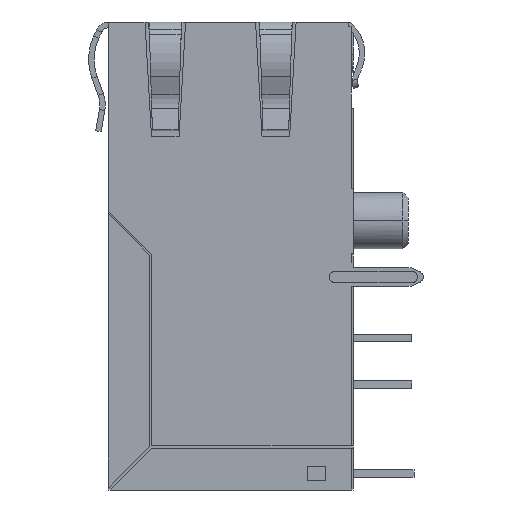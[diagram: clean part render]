
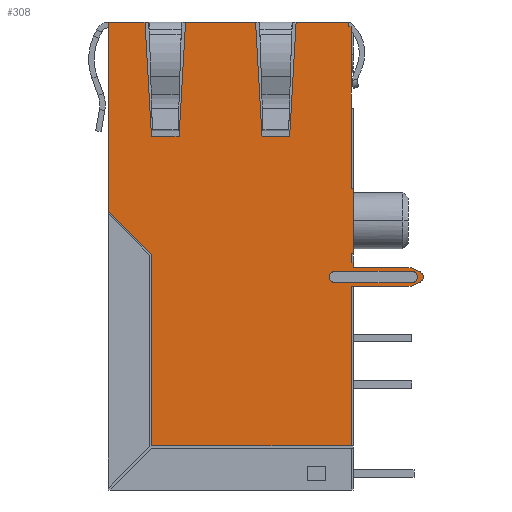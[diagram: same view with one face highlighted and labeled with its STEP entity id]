
A CAD part, left-side view. The second image highlights one B-rep face of the part: STEP entity #308.
In plain terms, the highlighted planar face has unit normal (-1, 0, 0).
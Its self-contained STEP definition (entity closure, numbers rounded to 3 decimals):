
#308=ADVANCED_FACE('',(#1332,#1333),#1334,.T.);
#1332=FACE_OUTER_BOUND('',#3055,.T.);
#1333=FACE_BOUND('',#3056,.T.);
#1334=PLANE('',#3057);
#3055=EDGE_LOOP('',(#6576,#6577,#6578,#6579,#6580,#6581,#6582,#6583,#6584,#6585,#6586,#6587,#6588,#6589,#6590,#6591,#6592,#6593,#6594,#6595,#6596,#6597,#6598,#6599,#6600,#6601,#6602,#6603));
#3056=EDGE_LOOP('',(#6604,#6605,#6606,#6607));
#3057=AXIS2_PLACEMENT_3D('',#6608,#6609,#6610);
#6576=ORIENTED_EDGE('',*,*,#11487,.T.);
#6577=ORIENTED_EDGE('',*,*,#11488,.T.);
#6578=ORIENTED_EDGE('',*,*,#10849,.F.);
#6579=ORIENTED_EDGE('',*,*,#11347,.T.);
#6580=ORIENTED_EDGE('',*,*,#11489,.F.);
#6581=ORIENTED_EDGE('',*,*,#11490,.F.);
#6582=ORIENTED_EDGE('',*,*,#11491,.F.);
#6583=ORIENTED_EDGE('',*,*,#11492,.T.);
#6584=ORIENTED_EDGE('',*,*,#11493,.T.);
#6585=ORIENTED_EDGE('',*,*,#11494,.F.);
#6586=ORIENTED_EDGE('',*,*,#11495,.F.);
#6587=ORIENTED_EDGE('',*,*,#11496,.F.);
#6588=ORIENTED_EDGE('',*,*,#11497,.F.);
#6589=ORIENTED_EDGE('',*,*,#10626,.F.);
#6590=ORIENTED_EDGE('',*,*,#11498,.F.);
#6591=ORIENTED_EDGE('',*,*,#11499,.F.);
#6592=ORIENTED_EDGE('',*,*,#11500,.F.);
#6593=ORIENTED_EDGE('',*,*,#10687,.F.);
#6594=ORIENTED_EDGE('',*,*,#11501,.F.);
#6595=ORIENTED_EDGE('',*,*,#11502,.F.);
#6596=ORIENTED_EDGE('',*,*,#10774,.T.);
#6597=ORIENTED_EDGE('',*,*,#10776,.T.);
#6598=ORIENTED_EDGE('',*,*,#10793,.F.);
#6599=ORIENTED_EDGE('',*,*,#11503,.T.);
#6600=ORIENTED_EDGE('',*,*,#11504,.T.);
#6601=ORIENTED_EDGE('',*,*,#11505,.T.);
#6602=ORIENTED_EDGE('',*,*,#10857,.F.);
#6603=ORIENTED_EDGE('',*,*,#11506,.T.);
#6604=ORIENTED_EDGE('',*,*,#11507,.F.);
#6605=ORIENTED_EDGE('',*,*,#11508,.F.);
#6606=ORIENTED_EDGE('',*,*,#11509,.F.);
#6607=ORIENTED_EDGE('',*,*,#11510,.F.);
#6608=CARTESIAN_POINT('',(-8.1,-6.5,12.45));
#6609=DIRECTION('',(-1.0,0.0,0.0));
#6610=DIRECTION('',(0.0,0.0,1.0));
#10626=EDGE_CURVE('',#12743,#12745,#12746,.T.);
#10687=EDGE_CURVE('',#12865,#12854,#12867,.T.);
#10774=EDGE_CURVE('',#13025,#13023,#13026,.T.);
#10776=EDGE_CURVE('',#13023,#13028,#13029,.T.);
#10793=EDGE_CURVE('',#13058,#13028,#13061,.T.);
#10849=EDGE_CURVE('',#13167,#13169,#13170,.T.);
#10857=EDGE_CURVE('',#13183,#13185,#13186,.T.);
#11347=EDGE_CURVE('',#13167,#14014,#14016,.T.);
#11487=EDGE_CURVE('',#14230,#14231,#14232,.T.);
#11488=EDGE_CURVE('',#14231,#13169,#14233,.T.);
#11489=EDGE_CURVE('',#14234,#14014,#14235,.T.);
#11490=EDGE_CURVE('',#14236,#14234,#14237,.T.);
#11491=EDGE_CURVE('',#14238,#14236,#14239,.T.);
#11492=EDGE_CURVE('',#14238,#14240,#14241,.T.);
#11493=EDGE_CURVE('',#14240,#14242,#14243,.T.);
#11494=EDGE_CURVE('',#14244,#14242,#14245,.T.);
#11495=EDGE_CURVE('',#14246,#14244,#14247,.T.);
#11496=EDGE_CURVE('',#14248,#14246,#14249,.T.);
#11497=EDGE_CURVE('',#12745,#14248,#14250,.T.);
#11498=EDGE_CURVE('',#14251,#12743,#14252,.T.);
#11499=EDGE_CURVE('',#14253,#14251,#14254,.T.);
#11500=EDGE_CURVE('',#12854,#14253,#14255,.T.);
#11501=EDGE_CURVE('',#14256,#12865,#14257,.T.);
#11502=EDGE_CURVE('',#13025,#14256,#14258,.T.);
#11503=EDGE_CURVE('',#13058,#14259,#14260,.T.);
#11504=EDGE_CURVE('',#14259,#14261,#14262,.T.);
#11505=EDGE_CURVE('',#14261,#13185,#14263,.T.);
#11506=EDGE_CURVE('',#13183,#14230,#14264,.T.);
#11507=EDGE_CURVE('',#14265,#14266,#14267,.T.);
#11508=EDGE_CURVE('',#14268,#14265,#14269,.T.);
#11509=EDGE_CURVE('',#14270,#14268,#14271,.T.);
#11510=EDGE_CURVE('',#14266,#14270,#14272,.T.);
#12743=VERTEX_POINT('',#16016);
#12745=VERTEX_POINT('',#16019);
#12746=LINE('',#16020,#16021);
#12854=VERTEX_POINT('',#16183);
#12865=VERTEX_POINT('',#16197);
#12867=LINE('',#16200,#16201);
#13023=VERTEX_POINT('',#16433);
#13025=VERTEX_POINT('',#16436);
#13026=LINE('',#16437,#16438);
#13028=VERTEX_POINT('',#16441);
#13029=LINE('',#16442,#16443);
#13058=VERTEX_POINT('',#16487);
#13061=LINE('',#16491,#16492);
#13167=VERTEX_POINT('',#16652);
#13169=VERTEX_POINT('',#16655);
#13170=LINE('',#16656,#16657);
#13183=VERTEX_POINT('',#16676);
#13185=VERTEX_POINT('',#16679);
#13186=LINE('',#16680,#16681);
#14014=VERTEX_POINT('',#17963);
#14016=LINE('',#17966,#17967);
#14230=VERTEX_POINT('',#18416);
#14231=VERTEX_POINT('',#18417);
#14232=LINE('',#18418,#18419);
#14233=LINE('',#18420,#18421);
#14234=VERTEX_POINT('',#18422);
#14235=LINE('',#18423,#18424);
#14236=VERTEX_POINT('',#18425);
#14237=LINE('',#18426,#18427);
#14238=VERTEX_POINT('',#18428);
#14239=LINE('',#18429,#18430);
#14240=VERTEX_POINT('',#18431);
#14241=LINE('',#18432,#18433);
#14242=VERTEX_POINT('',#18434);
#14243=LINE('',#18435,#18436);
#14244=VERTEX_POINT('',#18437);
#14245=LINE('',#18438,#18439);
#14246=VERTEX_POINT('',#18440);
#14247=CIRCLE('',#18441,0.3);
#14248=VERTEX_POINT('',#18442);
#14249=LINE('',#18443,#18444);
#14250=LINE('',#18445,#18446);
#14251=VERTEX_POINT('',#18447);
#14252=LINE('',#18448,#18449);
#14253=VERTEX_POINT('',#18450);
#14254=LINE('',#18451,#18452);
#14255=LINE('',#18453,#18454);
#14256=VERTEX_POINT('',#18455);
#14257=LINE('',#18456,#18457);
#14258=LINE('',#18458,#18459);
#14259=VERTEX_POINT('',#18460);
#14260=LINE('',#18461,#18462);
#14261=VERTEX_POINT('',#18463);
#14262=LINE('',#18464,#18465);
#14263=LINE('',#18466,#18467);
#14264=LINE('',#18468,#18469);
#14265=VERTEX_POINT('',#18470);
#14266=VERTEX_POINT('',#18471);
#14267=LINE('',#18472,#18473);
#14268=VERTEX_POINT('',#18474);
#14269=CIRCLE('',#18475,0.3);
#14270=VERTEX_POINT('',#18476);
#14271=LINE('',#18477,#18478);
#14272=CIRCLE('',#18479,0.3);
#16016=CARTESIAN_POINT('',(-8.1,-6.5,-0.34));
#16019=CARTESIAN_POINT('',(-8.1,-6.5,-0.64));
#16020=CARTESIAN_POINT('',(-8.1,-6.5,-0.34));
#16021=VECTOR('',#21242,0.3);
#16183=CARTESIAN_POINT('',(-8.1,-6.5,0.16));
#16197=CARTESIAN_POINT('',(-8.1,-6.5,3.66));
#16200=CARTESIAN_POINT('',(-8.1,-6.5,3.66));
#16201=VECTOR('',#21307,3.5);
#16433=CARTESIAN_POINT('',(-8.1,-6.25,12.45));
#16436=CARTESIAN_POINT('',(-8.1,-6.4,12.45));
#16437=CARTESIAN_POINT('',(-8.1,-6.4,12.45));
#16438=VECTOR('',#21412,0.15);
#16441=CARTESIAN_POINT('',(-8.1,-6.25,12.7));
#16442=CARTESIAN_POINT('',(-8.1,-6.25,12.45));
#16443=VECTOR('',#21414,0.25);
#16487=CARTESIAN_POINT('',(-8.1,-3.4,12.7));
#16491=CARTESIAN_POINT('',(-8.1,-3.4,12.7));
#16492=VECTOR('',#21431,2.85);
#16652=CARTESIAN_POINT('',(-8.1,6.8,12.7));
#16655=CARTESIAN_POINT('',(-8.1,4.8,12.7));
#16656=CARTESIAN_POINT('',(-8.1,6.8,12.7));
#16657=VECTOR('',#21487,2.0);
#16676=CARTESIAN_POINT('',(-8.1,2.6,12.7));
#16679=CARTESIAN_POINT('',(-8.1,-1.2,12.7));
#16680=CARTESIAN_POINT('',(-8.1,2.6,12.7));
#16681=VECTOR('',#21495,3.8);
#17963=CARTESIAN_POINT('',(-8.1,6.8,2.441));
#17966=CARTESIAN_POINT('',(-8.1,6.8,12.7));
#17967=VECTOR('',#22053,10.259);
#18416=CARTESIAN_POINT('',(-8.1,2.95,6.5));
#18417=CARTESIAN_POINT('',(-8.1,4.45,6.5));
#18418=CARTESIAN_POINT('',(-8.1,2.95,6.5));
#18419=VECTOR('',#22169,1.5);
#18420=CARTESIAN_POINT('',(-8.1,4.45,6.5));
#18421=VECTOR('',#22170,6.21);
#18422=CARTESIAN_POINT('',(-8.1,4.45,0.091));
#18423=CARTESIAN_POINT('',(-8.1,4.45,0.091));
#18424=VECTOR('',#22171,3.323);
#18425=CARTESIAN_POINT('',(-8.1,4.45,-10.3));
#18426=CARTESIAN_POINT('',(-8.1,4.45,-10.3));
#18427=VECTOR('',#22172,10.391);
#18428=CARTESIAN_POINT('',(-8.1,-6.4,-10.3));
#18429=CARTESIAN_POINT('',(-8.1,-6.4,-10.3));
#18430=VECTOR('',#22173,10.85);
#18431=CARTESIAN_POINT('',(-8.1,-6.4,-1.64));
#18432=CARTESIAN_POINT('',(-8.1,-6.4,-10.3));
#18433=VECTOR('',#22174,8.66);
#18434=CARTESIAN_POINT('',(-8.1,-9.638,-1.64));
#18435=CARTESIAN_POINT('',(-8.1,-6.4,-1.64));
#18436=VECTOR('',#22175,3.238);
#18437=CARTESIAN_POINT('',(-8.1,-10.127,-1.412));
#18438=CARTESIAN_POINT('',(-8.1,-10.127,-1.412));
#18439=VECTOR('',#22176,0.54);
#18440=CARTESIAN_POINT('',(-8.1,-10.127,-0.868));
#18441=AXIS2_PLACEMENT_3D('',#22177,#22178,#22179);
#18442=CARTESIAN_POINT('',(-8.1,-9.638,-0.64));
#18443=CARTESIAN_POINT('',(-8.1,-9.638,-0.64));
#18444=VECTOR('',#22180,0.54);
#18445=CARTESIAN_POINT('',(-8.1,-6.5,-0.64));
#18446=VECTOR('',#22181,3.138);
#18447=CARTESIAN_POINT('',(-8.1,-6.4,-0.34));
#18448=CARTESIAN_POINT('',(-8.1,-6.4,-0.34));
#18449=VECTOR('',#22182,0.1);
#18450=CARTESIAN_POINT('',(-8.1,-6.4,0.16));
#18451=CARTESIAN_POINT('',(-8.1,-6.4,0.16));
#18452=VECTOR('',#22183,0.5);
#18453=CARTESIAN_POINT('',(-8.1,-6.5,0.16));
#18454=VECTOR('',#22184,0.1);
#18455=CARTESIAN_POINT('',(-8.1,-6.4,3.66));
#18456=CARTESIAN_POINT('',(-8.1,-6.4,3.66));
#18457=VECTOR('',#22185,0.1);
#18458=CARTESIAN_POINT('',(-8.1,-6.4,12.45));
#18459=VECTOR('',#22186,8.79);
#18460=CARTESIAN_POINT('',(-8.1,-3.05,6.5));
#18461=CARTESIAN_POINT('',(-8.1,-3.4,12.7));
#18462=VECTOR('',#22187,6.21);
#18463=CARTESIAN_POINT('',(-8.1,-1.55,6.5));
#18464=CARTESIAN_POINT('',(-8.1,-3.05,6.5));
#18465=VECTOR('',#22188,1.5);
#18466=CARTESIAN_POINT('',(-8.1,-1.55,6.5));
#18467=VECTOR('',#22189,6.21);
#18468=CARTESIAN_POINT('',(-8.1,2.6,12.7));
#18469=VECTOR('',#22190,6.21);
#18470=CARTESIAN_POINT('',(-8.1,-9.7,-0.84));
#18471=CARTESIAN_POINT('',(-8.1,-5.5,-0.84));
#18472=CARTESIAN_POINT('',(-8.1,-9.7,-0.84));
#18473=VECTOR('',#22191,4.2);
#18474=CARTESIAN_POINT('',(-8.1,-9.7,-1.44));
#18475=AXIS2_PLACEMENT_3D('',#22192,#22193,#22194);
#18476=CARTESIAN_POINT('',(-8.1,-5.5,-1.44));
#18477=CARTESIAN_POINT('',(-8.1,-5.5,-1.44));
#18478=VECTOR('',#22195,4.2);
#18479=AXIS2_PLACEMENT_3D('',#22196,#22197,#22198);
#21242=DIRECTION('',(0.0,0.0,-1.0));
#21307=DIRECTION('',(0.0,0.0,-1.0));
#21412=DIRECTION('',(0.0,1.0,0.0));
#21414=DIRECTION('',(0.0,0.0,1.0));
#21431=DIRECTION('',(0.0,-1.0,0.0));
#21487=DIRECTION('',(0.0,-1.0,0.0));
#21495=DIRECTION('',(0.0,-1.0,0.0));
#22053=DIRECTION('',(0.0,0.0,-1.0));
#22169=DIRECTION('',(0.0,1.0,0.0));
#22170=DIRECTION('',(0.0,0.056,0.998));
#22171=DIRECTION('',(0.0,0.707,0.707));
#22172=DIRECTION('',(0.0,0.0,1.0));
#22173=DIRECTION('',(0.0,1.0,0.0));
#22174=DIRECTION('',(0.0,0.0,1.0));
#22175=DIRECTION('',(0.0,-1.0,0.0));
#22176=DIRECTION('',(0.0,0.906,-0.423));
#22177=CARTESIAN_POINT('',(-8.1,-10.0,-1.14));
#22178=DIRECTION('',(1.0,0.0,0.0));
#22179=DIRECTION('',(0.0,-0.423,0.906));
#22180=DIRECTION('',(0.0,-0.906,-0.423));
#22181=DIRECTION('',(0.0,-1.0,0.0));
#22182=DIRECTION('',(0.0,-1.0,0.0));
#22183=DIRECTION('',(0.0,0.0,-1.0));
#22184=DIRECTION('',(0.0,1.0,0.0));
#22185=DIRECTION('',(0.0,-1.0,0.0));
#22186=DIRECTION('',(0.0,0.0,-1.0));
#22187=DIRECTION('',(0.0,0.056,-0.998));
#22188=DIRECTION('',(0.0,1.0,0.0));
#22189=DIRECTION('',(0.0,0.056,0.998));
#22190=DIRECTION('',(0.0,0.056,-0.998));
#22191=DIRECTION('',(0.0,1.0,0.0));
#22192=CARTESIAN_POINT('',(-8.1,-9.7,-1.14));
#22193=DIRECTION('',(-1.0,-0.0,0.0));
#22194=DIRECTION('',(0.0,0.,-1.0));
#22195=DIRECTION('',(0.0,-1.0,0.0));
#22196=CARTESIAN_POINT('',(-8.1,-5.5,-1.14));
#22197=DIRECTION('',(-1.0,0.0,0.0));
#22198=DIRECTION('',(0.0,0.0,1.0));
